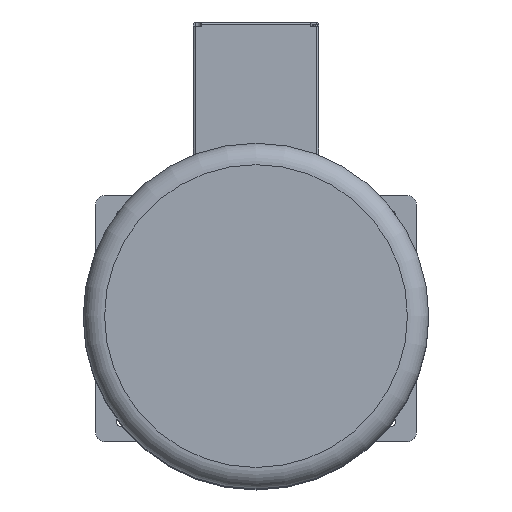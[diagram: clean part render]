
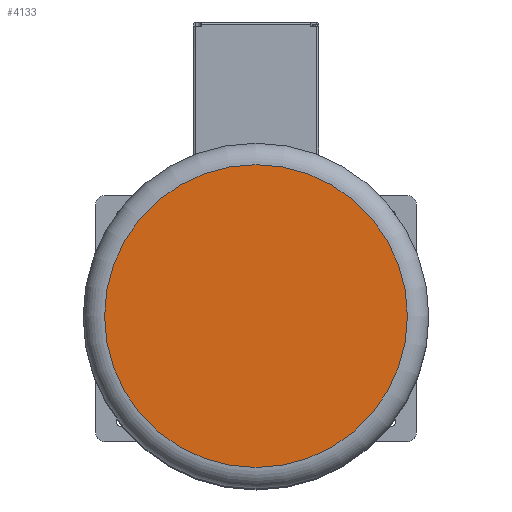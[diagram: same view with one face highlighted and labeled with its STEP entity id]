
A CAD part, top view. The second image highlights one B-rep face of the part: STEP entity #4133.
In plain terms, the highlighted planar face has unit normal (0, 0, 1).
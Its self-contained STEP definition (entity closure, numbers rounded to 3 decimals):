
#4133=ADVANCED_FACE('',(#7992),#7994,.T.);
#7992=FACE_BOUND('',#7993,.T.);
#7993=EDGE_LOOP('',(#10744));
#7994=PLANE('',#7995);
#7995=AXIS2_PLACEMENT_3D('',#7996,#7997,#7998);
#7996=CARTESIAN_POINT('',(0.,0.,2659.));
#7997=DIRECTION('',(0.,0.,1.));
#7998=DIRECTION('',(0.,1.,0.));
#10744=ORIENTED_EDGE('',*,*,#12212,.F.);
#12212=EDGE_CURVE('',#14502,#14502,#14503,.T.);
#14502=VERTEX_POINT('',#22031);
#14503=CIRCLE('',#22032,282.5);
#22031=CARTESIAN_POINT('',(0.,282.5,2659.));
#22032=AXIS2_PLACEMENT_3D('',#22033,#22034,#22035);
#22033=CARTESIAN_POINT('',(0.,0.,2659.));
#22034=DIRECTION('',(0.,0.,-1.));
#22035=DIRECTION('',(0.,1.,0.));
